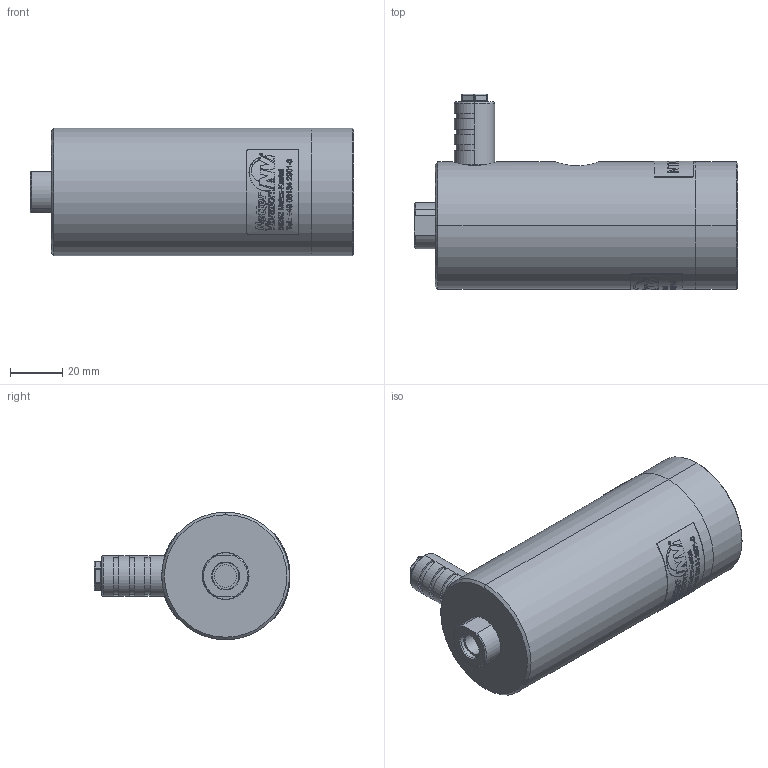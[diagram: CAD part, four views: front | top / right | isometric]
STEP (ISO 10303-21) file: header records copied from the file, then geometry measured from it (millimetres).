
FILE_DESCRIPTION (( 'STEP AP214' ), '1' );
FILE_NAME ('NTK 18 AL #03318000.STEP', '2022-01-27T14:32:11', ( '' ), ( '' ), 'SwSTEP 2.0', 'SolidWorks 2015', '' );
FILE_SCHEMA (( 'AUTOMOTIVE_DESIGN' ));
Length unit declared in the file: millimetre
Products named in the file (1): NTK 18 AL #03318000
Bounding box: 124 x 75.2 x 49 mm (x, y, z)
Volume: 229494.9 mm3; surface area: 40546.8 mm2
Topology: 10 solids, 10 shells, 391 faces, 1495 edges, 1220 vertices
Faces by surface type: cylinder 204, plane 113, cone 39, torus 27, sphere 8
Entity records: 25260 total; most frequent: CARTESIAN_POINT 12170, ORIENTED_EDGE 2942, DIRECTION 2138, EDGE_CURVE 1471, VERTEX_POINT 1220, AXIS2_PLACEMENT_3D 870, B_SPLINE_CURVE_WITH_KNOTS 595, EDGE_LOOP 519
